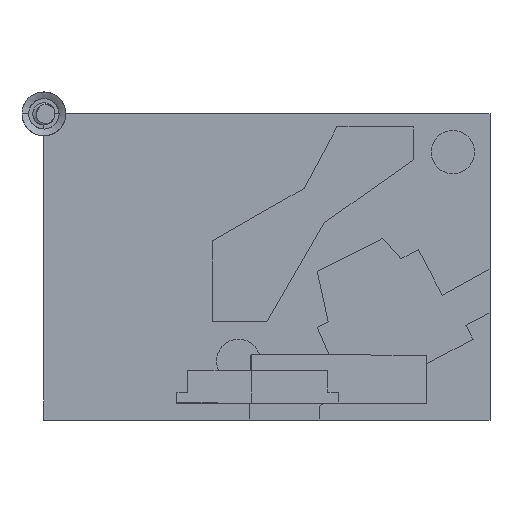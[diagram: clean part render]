
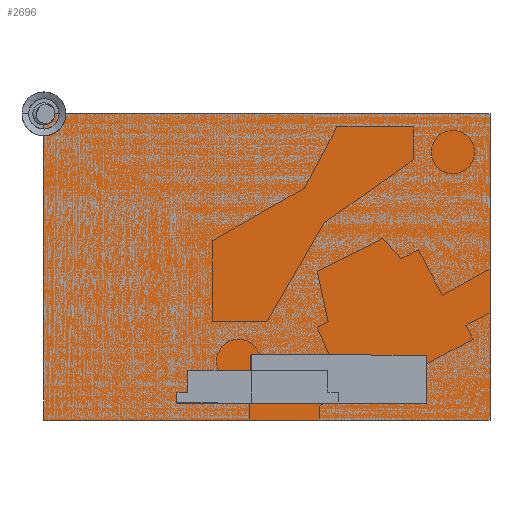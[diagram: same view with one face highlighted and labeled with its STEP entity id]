
A CAD part, front view. The second image highlights one B-rep face of the part: STEP entity #2696.
In plain terms, the highlighted planar face has unit normal (0, -1, 0).
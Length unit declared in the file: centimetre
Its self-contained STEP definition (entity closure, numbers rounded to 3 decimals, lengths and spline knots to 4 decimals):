
#1386=VERTEX_POINT('',#9109);
#1387=VERTEX_POINT('',#9110);
#1388=VERTEX_POINT('',#9112);
#1389=VERTEX_POINT('',#9114);
#1592=EDGE_CURVE('',#1386,#1387,#5282,.T.);
#1593=EDGE_CURVE('',#1388,#1387,#5283,.T.);
#1594=EDGE_CURVE('',#1388,#1389,#5284,.T.);
#1595=EDGE_CURVE('',#1389,#1386,#5285,.T.);
#1920=ORIENTED_EDGE('',*,*,#1592,.T.);
#1921=ORIENTED_EDGE('',*,*,#1593,.F.);
#1922=ORIENTED_EDGE('',*,*,#1594,.T.);
#1923=ORIENTED_EDGE('',*,*,#1595,.T.);
#2431=EDGE_LOOP('',(#1920,#1921,#1922,#1923));
#2569=FACE_BOUND('',#2431,.T.);
#2696=ADVANCED_FACE('',(#2569),#7539,.T.);
#5282=LINE('',#9108,#7092);
#5283=LINE('',#9111,#7093);
#5284=LINE('',#9113,#7094);
#5285=LINE('',#9115,#7095);
#6869=AXIS2_PLACEMENT_3D('',#9107,#8164,$);
#7092=VECTOR('',#8165,1.);
#7093=VECTOR('',#8166,1.);
#7094=VECTOR('',#8167,1.);
#7095=VECTOR('',#8168,1.);
#7539=PLANE('',#6869);
#8164=DIRECTION('',(0.,-1.,0.));
#8165=DIRECTION('',(1.,0.,0.));
#8166=DIRECTION('',(0.,0.,-1.));
#8167=DIRECTION('',(-1.,0.,0.));
#8168=DIRECTION('',(0.,0.,-1.));
#9107=CARTESIAN_POINT('',(1.02,0.,0.));
#9108=CARTESIAN_POINT('',(2.04,0.,-1.4));
#9109=CARTESIAN_POINT('',(0.,0.,-1.4));
#9110=CARTESIAN_POINT('',(2.04,0.,-1.4));
#9111=CARTESIAN_POINT('',(2.04,0.,0.));
#9112=CARTESIAN_POINT('',(2.04,0.,0.));
#9113=CARTESIAN_POINT('',(2.04,0.,0.));
#9114=CARTESIAN_POINT('',(0.,0.,0.));
#9115=CARTESIAN_POINT('',(0.,0.,0.));
